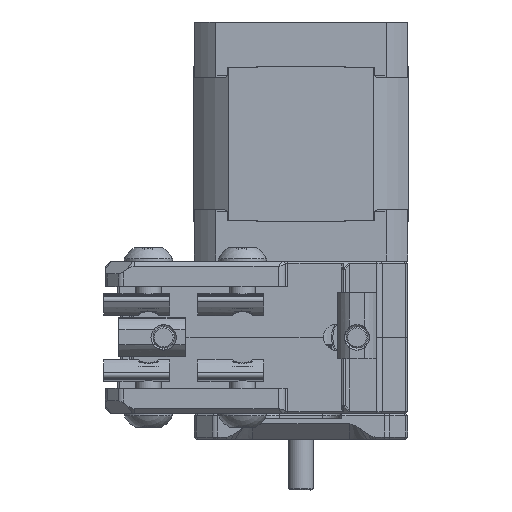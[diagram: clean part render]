
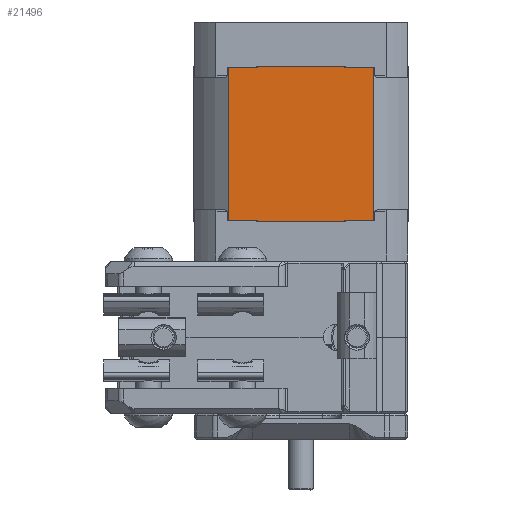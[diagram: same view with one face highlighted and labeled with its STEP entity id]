
A CAD part, left-side view. The second image highlights one B-rep face of the part: STEP entity #21496.
In plain terms, the highlighted planar face has unit normal (-1, 0, 0).
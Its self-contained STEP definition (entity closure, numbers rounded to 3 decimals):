
#1182=PLANE('',#23139);
#2231=FACE_OUTER_BOUND('',#3511,.T.);
#3511=EDGE_LOOP('',(#15470,#15471,#15472,#15473,#15474,#15475,#15476,#15477,
#15478,#15479,#15480,#15481));
#4792=LINE('',#32349,#6564);
#4795=LINE('',#32360,#6567);
#4797=LINE('',#32369,#6569);
#4799=LINE('',#32373,#6571);
#4801=LINE('',#32376,#6573);
#5000=LINE('',#33050,#6772);
#5002=LINE('',#33057,#6774);
#5003=LINE('',#33059,#6775);
#5004=LINE('',#33061,#6776);
#5005=LINE('',#33063,#6777);
#5006=LINE('',#33065,#6778);
#5007=LINE('',#33066,#6779);
#6564=VECTOR('',#25545,30.2);
#6567=VECTOR('',#25554,0.1);
#6569=VECTOR('',#25562,0.1);
#6571=VECTOR('',#25568,5.724);
#6573=VECTOR('',#25572,5.724);
#6772=VECTOR('',#26227,17.012);
#6774=VECTOR('',#26235,0.1);
#6775=VECTOR('',#26236,5.724);
#6776=VECTOR('',#26237,30.2);
#6777=VECTOR('',#26238,5.724);
#6778=VECTOR('',#26239,0.1);
#6779=VECTOR('',#26240,17.012);
#9452=VERTEX_POINT('',#32346);
#9453=VERTEX_POINT('',#32348);
#9457=VERTEX_POINT('',#32357);
#9458=VERTEX_POINT('',#32359);
#9461=VERTEX_POINT('',#32366);
#9462=VERTEX_POINT('',#32368);
#9679=VERTEX_POINT('',#33048);
#9681=VERTEX_POINT('',#33056);
#9682=VERTEX_POINT('',#33058);
#9683=VERTEX_POINT('',#33060);
#9684=VERTEX_POINT('',#33062);
#9685=VERTEX_POINT('',#33064);
#11529=EDGE_CURVE('',#9453,#9452,#4792,.T.);
#11534=EDGE_CURVE('',#9458,#9457,#4795,.T.);
#11538=EDGE_CURVE('',#9462,#9461,#4797,.T.);
#11541=EDGE_CURVE('',#9452,#9462,#4799,.T.);
#11543=EDGE_CURVE('',#9457,#9453,#4801,.T.);
#11864=EDGE_CURVE('',#9461,#9679,#5000,.T.);
#11867=EDGE_CURVE('',#9679,#9681,#5002,.T.);
#11868=EDGE_CURVE('',#9682,#9681,#5003,.T.);
#11869=EDGE_CURVE('',#9683,#9682,#5004,.T.);
#11870=EDGE_CURVE('',#9684,#9683,#5005,.T.);
#11871=EDGE_CURVE('',#9684,#9685,#5006,.T.);
#11872=EDGE_CURVE('',#9685,#9458,#5007,.T.);
#15470=ORIENTED_EDGE('',*,*,#11864,.T.);
#15471=ORIENTED_EDGE('',*,*,#11867,.T.);
#15472=ORIENTED_EDGE('',*,*,#11868,.F.);
#15473=ORIENTED_EDGE('',*,*,#11869,.F.);
#15474=ORIENTED_EDGE('',*,*,#11870,.F.);
#15475=ORIENTED_EDGE('',*,*,#11871,.T.);
#15476=ORIENTED_EDGE('',*,*,#11872,.T.);
#15477=ORIENTED_EDGE('',*,*,#11534,.T.);
#15478=ORIENTED_EDGE('',*,*,#11543,.T.);
#15479=ORIENTED_EDGE('',*,*,#11529,.T.);
#15480=ORIENTED_EDGE('',*,*,#11541,.T.);
#15481=ORIENTED_EDGE('',*,*,#11538,.T.);
#21496=ADVANCED_FACE('',(#2231),#1182,.T.);
#23139=AXIS2_PLACEMENT_3D('',#33055,#26233,#26234);
#25545=DIRECTION('',(0.,0.,-1.));
#25554=DIRECTION('',(0.,0.,-1.));
#25562=DIRECTION('',(0.,0.,-1.));
#25568=DIRECTION('',(0.,-1.,0.));
#25572=DIRECTION('',(0.,1.,0.));
#26227=DIRECTION('',(0.,-1.,0.));
#26233=DIRECTION('center_axis',(-1.,0.,0.));
#26234=DIRECTION('ref_axis',(0.,0.,1.));
#26235=DIRECTION('',(0.,0.,1.));
#26236=DIRECTION('',(0.,1.,0.));
#26237=DIRECTION('',(0.,0.,-1.));
#26238=DIRECTION('',(0.,-1.,0.));
#26239=DIRECTION('',(0.,0.,1.));
#26240=DIRECTION('',(0.,1.,0.));
#32346=CARTESIAN_POINT('',(-21.1,14.23,-19.54));
#32348=CARTESIAN_POINT('',(-21.1,14.23,10.66));
#32349=CARTESIAN_POINT('',(-21.1,14.23,10.66));
#32357=CARTESIAN_POINT('',(-21.1,8.506,10.66));
#32359=CARTESIAN_POINT('',(-21.1,8.506,10.76));
#32360=CARTESIAN_POINT('',(-21.1,8.506,10.76));
#32366=CARTESIAN_POINT('',(-21.1,8.506,-19.64));
#32368=CARTESIAN_POINT('',(-21.1,8.506,-19.54));
#32369=CARTESIAN_POINT('',(-21.1,8.506,-19.54));
#32373=CARTESIAN_POINT('',(-21.1,14.23,-19.54));
#32376=CARTESIAN_POINT('',(-21.1,8.506,10.66));
#33048=CARTESIAN_POINT('',(-21.1,-8.506,-19.64));
#33050=CARTESIAN_POINT('',(-21.1,8.506,-19.64));
#33055=CARTESIAN_POINT('Origin',(-21.1,-14.231,-19.641));
#33056=CARTESIAN_POINT('',(-21.1,-8.506,-19.54));
#33057=CARTESIAN_POINT('',(-21.1,-8.506,-19.64));
#33058=CARTESIAN_POINT('',(-21.1,-14.23,-19.54));
#33059=CARTESIAN_POINT('',(-21.1,-14.23,-19.54));
#33060=CARTESIAN_POINT('',(-21.1,-14.23,10.66));
#33061=CARTESIAN_POINT('',(-21.1,-14.23,10.66));
#33062=CARTESIAN_POINT('',(-21.1,-8.506,10.66));
#33063=CARTESIAN_POINT('',(-21.1,-8.506,10.66));
#33064=CARTESIAN_POINT('',(-21.1,-8.506,10.76));
#33065=CARTESIAN_POINT('',(-21.1,-8.506,10.66));
#33066=CARTESIAN_POINT('',(-21.1,-8.506,10.76));
